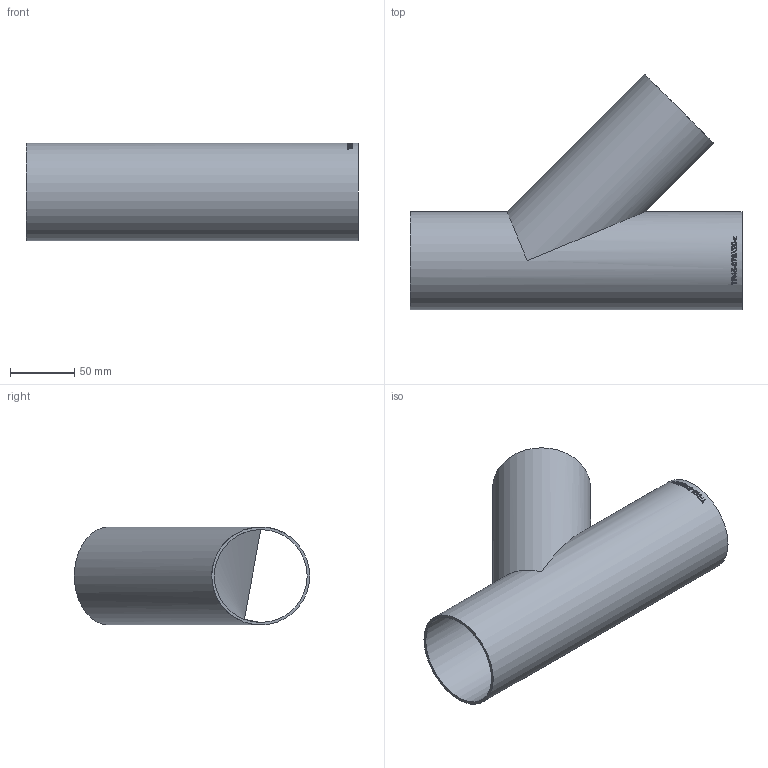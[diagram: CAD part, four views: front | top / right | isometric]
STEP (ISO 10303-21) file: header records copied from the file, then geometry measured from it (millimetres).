
FILE_DESCRIPTION (( 'STEP AP214' ), '1' );
FILE_NAME ('TR45-076X20-x T-Stück 45°geschweisst Ø76,1 L258 1911.STEP', '2019-11-14T14:15:39', ( '' ), ( '' ), 'SwSTEP 2.0', 'SolidWorks 2016', '' );
FILE_SCHEMA (( 'AUTOMOTIVE_DESIGN' ));
Length unit declared in the file: millimetre
Products named in the file (1): TR45-076X20-x T-Stück 45°geschweisst Ø76,1 L258  1911
Bounding box: 258 x 182.94 x 76.1 mm (x, y, z)
Volume: 166685.9 mm3; surface area: 168125 mm2
Topology: 1 solids, 1 shells, 179 faces, 483 edges, 322 vertices
Faces by surface type: bspline 97, plane 59, cylinder 23
Full cylindrical faces by diameter (mm): 72.1 x2, 76.1 x2
Entity records: 19186 total; most frequent: CARTESIAN_POINT 13732, ORIENTED_EDGE 938, EDGE_CURVE 469, DIRECTION 397, VERTEX_POINT 316, B_SPLINE_CURVE_WITH_KNOTS 308, EDGE_LOOP 205, FACE_OUTER_BOUND 182
